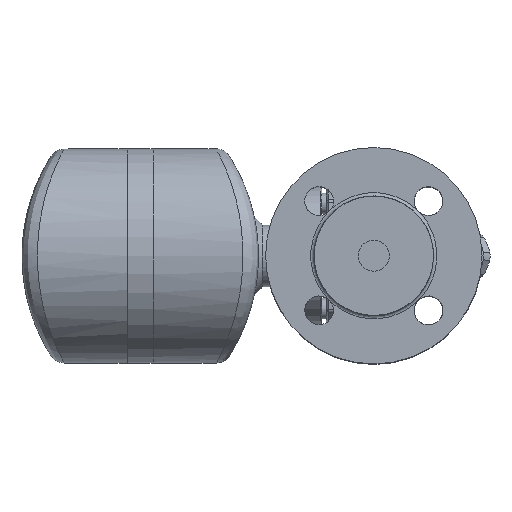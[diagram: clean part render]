
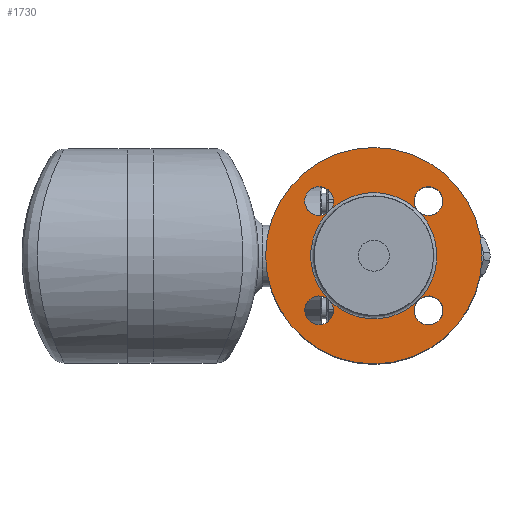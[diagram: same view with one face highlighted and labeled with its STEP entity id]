
A CAD part, top view. The second image highlights one B-rep face of the part: STEP entity #1730.
In plain terms, the highlighted planar face has unit normal (0, 0, 1).
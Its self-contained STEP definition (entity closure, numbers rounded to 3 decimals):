
#863=CARTESIAN_POINT('',(129.377,-20.871,92.0));
#864=VERTEX_POINT('',#863);
#865=CARTESIAN_POINT('',(127.871,-22.377,92.0));
#866=VERTEX_POINT('',#865);
#878=CARTESIAN_POINT('',(129.377,20.871,92.0));
#879=VERTEX_POINT('',#878);
#880=CARTESIAN_POINT('',(107.,0.0,92.0));
#881=DIRECTION('',(0.0,0.0,1.0));
#882=DIRECTION('',(-1.0,0.0,0.0));
#883=AXIS2_PLACEMENT_3D('',#880,#881,#882);
#884=CIRCLE('',#883,30.6);
#885=EDGE_CURVE('',#864,#879,#884,.T.);
#887=CARTESIAN_POINT('',(127.871,22.377,92.0));
#888=VERTEX_POINT('',#887);
#900=CARTESIAN_POINT('',(86.129,22.377,92.0));
#901=VERTEX_POINT('',#900);
#902=CARTESIAN_POINT('',(107.,0.0,92.0));
#903=DIRECTION('',(0.0,0.0,1.0));
#904=DIRECTION('',(-1.0,0.0,0.0));
#905=AXIS2_PLACEMENT_3D('',#902,#903,#904);
#906=CIRCLE('',#905,30.6);
#907=EDGE_CURVE('',#888,#901,#906,.T.);
#909=CARTESIAN_POINT('',(84.623,20.871,92.0));
#910=VERTEX_POINT('',#909);
#922=CARTESIAN_POINT('',(84.623,-20.871,92.0));
#923=VERTEX_POINT('',#922);
#924=CARTESIAN_POINT('',(107.,0.0,92.0));
#925=DIRECTION('',(0.0,0.0,1.0));
#926=DIRECTION('',(-1.0,0.0,0.0));
#927=AXIS2_PLACEMENT_3D('',#924,#925,#926);
#928=CIRCLE('',#927,30.6);
#929=EDGE_CURVE('',#910,#923,#928,.T.);
#931=CARTESIAN_POINT('',(86.129,-22.377,92.0));
#932=VERTEX_POINT('',#931);
#944=CARTESIAN_POINT('',(107.,0.0,92.0));
#945=DIRECTION('',(0.0,0.0,1.0));
#946=DIRECTION('',(-1.0,0.0,0.0));
#947=AXIS2_PLACEMENT_3D('',#944,#945,#946);
#948=CIRCLE('',#947,30.6);
#949=EDGE_CURVE('',#932,#866,#948,.T.);
#1022=CARTESIAN_POINT('',(133.517,26.517,92.0));
#1023=DIRECTION('',(0.0,0.0,-1.0));
#1024=DIRECTION('',(0.0,-1.0,0.0));
#1025=AXIS2_PLACEMENT_3D('',#1022,#1023,#1024);
#1026=CIRCLE('',#1025,7.);
#1027=EDGE_CURVE('',#888,#879,#1026,.T.);
#1070=CARTESIAN_POINT('',(133.517,-26.517,92.0));
#1071=DIRECTION('',(0.0,0.0,-1.0));
#1072=DIRECTION('',(-1.0,0.0,0.0));
#1073=AXIS2_PLACEMENT_3D('',#1070,#1071,#1072);
#1074=CIRCLE('',#1073,7.);
#1075=EDGE_CURVE('',#864,#866,#1074,.T.);
#1118=CARTESIAN_POINT('',(80.483,-26.517,92.0));
#1119=DIRECTION('',(0.0,0.0,-1.0));
#1120=DIRECTION('',(0.0,1.0,0.0));
#1121=AXIS2_PLACEMENT_3D('',#1118,#1119,#1120);
#1122=CIRCLE('',#1121,7.);
#1123=EDGE_CURVE('',#932,#923,#1122,.T.);
#1294=CARTESIAN_POINT('',(80.483,26.517,92.0));
#1295=DIRECTION('',(0.0,0.0,-1.0));
#1296=DIRECTION('',(1.0,0.0,0.0));
#1297=AXIS2_PLACEMENT_3D('',#1294,#1295,#1296);
#1298=CIRCLE('',#1297,7.);
#1299=EDGE_CURVE('',#910,#901,#1298,.T.);
#1677=CARTESIAN_POINT('',(159.5,0.0,92.0));
#1678=VERTEX_POINT('',#1677);
#1679=CARTESIAN_POINT('',(107.,0.0,92.0));
#1680=DIRECTION('',(0.0,0.0,1.0));
#1681=DIRECTION('',(1.0,0.0,0.0));
#1682=AXIS2_PLACEMENT_3D('',#1679,#1680,#1681);
#1683=CIRCLE('',#1682,52.5);
#1684=EDGE_CURVE('',#1678,#1678,#1683,.T.);
#1712=CARTESIAN_POINT('',(147.75,0.0,92.0));
#1713=DIRECTION('',(0.0,0.0,1.0));
#1714=DIRECTION('',(1.0,0.0,0.0));
#1715=AXIS2_PLACEMENT_3D('',#1712,#1713,#1714);
#1716=PLANE('',#1715);
#1717=ORIENTED_EDGE('',*,*,#1684,.T.);
#1718=EDGE_LOOP('',(#1717));
#1719=FACE_OUTER_BOUND('',#1718,.T.);
#1720=ORIENTED_EDGE('',*,*,#949,.F.);
#1721=ORIENTED_EDGE('',*,*,#1123,.T.);
#1722=ORIENTED_EDGE('',*,*,#929,.F.);
#1723=ORIENTED_EDGE('',*,*,#1299,.T.);
#1724=ORIENTED_EDGE('',*,*,#907,.F.);
#1725=ORIENTED_EDGE('',*,*,#1027,.T.);
#1726=ORIENTED_EDGE('',*,*,#885,.F.);
#1727=ORIENTED_EDGE('',*,*,#1075,.T.);
#1728=EDGE_LOOP('',(#1720,#1721,#1722,#1723,#1724,#1725,#1726,#1727));
#1729=FACE_BOUND('',#1728,.T.);
#1730=ADVANCED_FACE('',(#1719,#1729),#1716,.T.);
